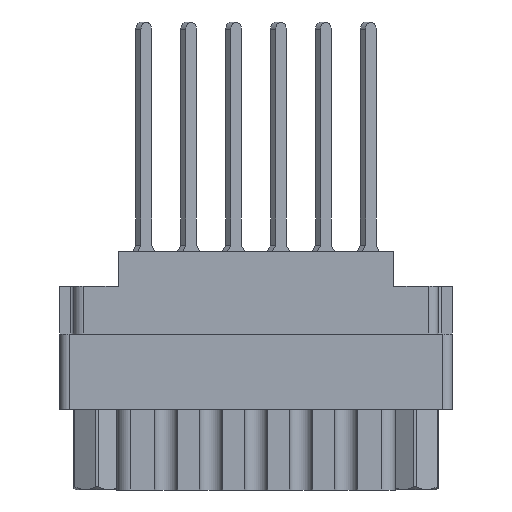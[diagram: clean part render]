
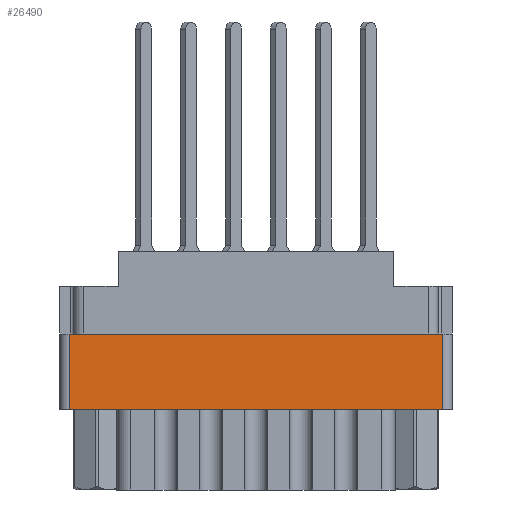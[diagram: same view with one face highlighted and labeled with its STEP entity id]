
A CAD part, front view. The second image highlights one B-rep face of the part: STEP entity #26490.
In plain terms, the highlighted planar face has unit normal (0, -1, 0).
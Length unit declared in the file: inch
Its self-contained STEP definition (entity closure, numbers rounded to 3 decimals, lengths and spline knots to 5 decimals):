
#703 = LINE ( 'NONE', #8268, #3250 ) ;
#1257 = DIRECTION ( 'NONE',  ( 0., 0., 1. ) ) ;
#1718 = VERTEX_POINT ( 'NONE', #4186 ) ;
#3250 = VECTOR ( 'NONE', #28484, 39.37008 ) ;
#4186 = CARTESIAN_POINT ( 'NONE',  ( 0.624, -0.343, -0.277 ) ) ;
#4823 = EDGE_CURVE ( 'NONE', #23910, #1718, #16534, .T. ) ;
#5096 = LINE ( 'NONE', #5580, #12658 ) ;
#5580 = CARTESIAN_POINT ( 'NONE',  ( 0.624, -0.343, -0.529 ) ) ;
#6596 = ORIENTED_EDGE ( 'NONE', *, *, #4823, .T. ) ;
#6899 = CARTESIAN_POINT ( 'NONE',  ( -0.624, -0.343, -0.277 ) ) ;
#8268 = CARTESIAN_POINT ( 'NONE',  ( -0.656, -0.343, -0.277 ) ) ;
#11350 = EDGE_CURVE ( 'NONE', #29264, #20206, #20574, .T. ) ;
#11397 = FACE_OUTER_BOUND ( 'NONE', #16547, .T. ) ;
#11732 = DIRECTION ( 'NONE',  ( 0., -1., 0. ) ) ;
#11814 = EDGE_CURVE ( 'NONE', #23910, #29264, #5096, .T. ) ;
#12022 = VECTOR ( 'NONE', #1257, 39.37008 ) ;
#12220 = AXIS2_PLACEMENT_3D ( 'NONE', #14020, #11732, #18634 ) ;
#12658 = VECTOR ( 'NONE', #17923, 39.37008 ) ;
#14020 = CARTESIAN_POINT ( 'NONE',  ( -0.624, -0.343, -0.798 ) ) ;
#14368 = ORIENTED_EDGE ( 'NONE', *, *, #11814, .F. ) ;
#16534 = LINE ( 'NONE', #23769, #12022 ) ;
#16547 = EDGE_LOOP ( 'NONE', ( #21243, #14368, #6596, #30756 ) ) ;
#17923 = DIRECTION ( 'NONE',  ( -1., 0., 0. ) ) ;
#18370 = CARTESIAN_POINT ( 'NONE',  ( 0.624, -0.343, -0.529 ) ) ;
#18634 = DIRECTION ( 'NONE',  ( 0., 0., -1. ) ) ;
#20206 = VERTEX_POINT ( 'NONE', #6899 ) ;
#20574 = LINE ( 'NONE', #22874, #20585 ) ;
#20585 = VECTOR ( 'NONE', #27646, 39.37008 ) ;
#21243 = ORIENTED_EDGE ( 'NONE', *, *, #11350, .F. ) ;
#21373 = CARTESIAN_POINT ( 'NONE',  ( -0.624, -0.343, -0.529 ) ) ;
#21845 = EDGE_CURVE ( 'NONE', #20206, #1718, #703, .T. ) ;
#22874 = CARTESIAN_POINT ( 'NONE',  ( -0.624, -0.343, -0.798 ) ) ;
#23769 = CARTESIAN_POINT ( 'NONE',  ( 0.624, -0.343, -0.798 ) ) ;
#23910 = VERTEX_POINT ( 'NONE', #18370 ) ;
#26490 = ADVANCED_FACE ( 'NONE', ( #11397 ), #26530, .T. ) ;
#26530 = PLANE ( 'NONE',  #12220 ) ;
#27646 = DIRECTION ( 'NONE',  ( 0., 0., 1. ) ) ;
#28484 = DIRECTION ( 'NONE',  ( 1., 0., 0. ) ) ;
#29264 = VERTEX_POINT ( 'NONE', #21373 ) ;
#30756 = ORIENTED_EDGE ( 'NONE', *, *, #21845, .F. ) ;
